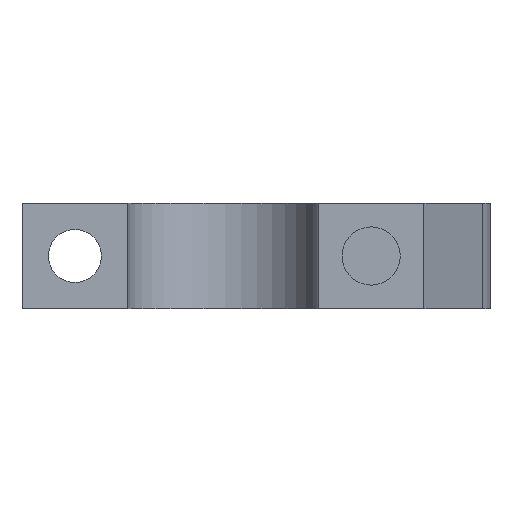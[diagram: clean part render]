
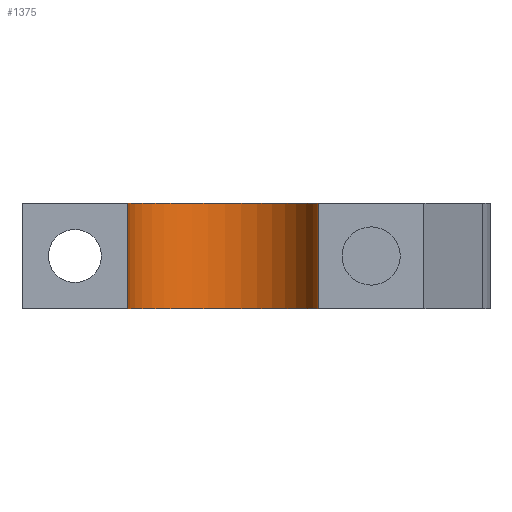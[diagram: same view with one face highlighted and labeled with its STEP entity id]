
A CAD part, left-side view. The second image highlights one B-rep face of the part: STEP entity #1375.
In plain terms, the highlighted cylindrical face has radius 14.4 mm (diameter 28.8 mm), a partial arc.
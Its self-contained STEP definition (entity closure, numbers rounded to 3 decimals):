
#32 = PLANE('',#33);
#33 = AXIS2_PLACEMENT_3D('',#34,#35,#36);
#34 = CARTESIAN_POINT('',(33.6,-2.109,0.));
#35 = DIRECTION('',(0.,0.,-1.));
#36 = DIRECTION('',(-1.,0.,0.));
#174 = VERTEX_POINT('',#175);
#175 = CARTESIAN_POINT('',(0.,-14.4,0.));
#189 = PLANE('',#190);
#190 = AXIS2_PLACEMENT_3D('',#191,#192,#193);
#191 = CARTESIAN_POINT('',(0.,-14.4,0.));
#192 = DIRECTION('',(1.,0.,0.));
#193 = DIRECTION('',(0.,-1.,0.));
#201 = EDGE_CURVE('',#174,#202,#204,.T.);
#202 = VERTEX_POINT('',#203);
#203 = CARTESIAN_POINT('',(0.5,14.391,0.));
#204 = SURFACE_CURVE('',#205,(#210,#221),.PCURVE_S1.);
#205 = CIRCLE('',#206,14.4);
#206 = AXIS2_PLACEMENT_3D('',#207,#208,#209);
#207 = CARTESIAN_POINT('',(0.,0.,0.));
#208 = DIRECTION('',(0.,0.,1.));
#209 = DIRECTION('',(1.,0.,0.));
#210 = PCURVE('',#32,#211);
#211 = DEFINITIONAL_REPRESENTATION('',(#212),#220);
#212 = ( BOUNDED_CURVE() B_SPLINE_CURVE(2,(#213,#214,#215,#216,#217,#218
,#219),.UNSPECIFIED.,.T.,.F.) B_SPLINE_CURVE_WITH_KNOTS((1,2,2,2,2,1),(
    -2.094,0.,2.094,4.189,6.283,
8.378),.UNSPECIFIED.) CURVE() GEOMETRIC_REPRESENTATION_ITEM() 
RATIONAL_B_SPLINE_CURVE((1.,0.5,1.,0.5,1.,0.5,1.)) REPRESENTATION_ITEM(
  '') );
#213 = CARTESIAN_POINT('',(19.2,2.109));
#214 = CARTESIAN_POINT('',(19.2,27.051));
#215 = CARTESIAN_POINT('',(40.8,14.58));
#216 = CARTESIAN_POINT('',(62.4,2.109));
#217 = CARTESIAN_POINT('',(40.8,-10.362));
#218 = CARTESIAN_POINT('',(19.2,-22.832));
#219 = CARTESIAN_POINT('',(19.2,2.109));
#220 = ( GEOMETRIC_REPRESENTATION_CONTEXT(2) 
PARAMETRIC_REPRESENTATION_CONTEXT() REPRESENTATION_CONTEXT('2D SPACE',''
  ) );
#221 = PCURVE('',#222,#227);
#222 = CYLINDRICAL_SURFACE('',#223,14.4);
#223 = AXIS2_PLACEMENT_3D('',#224,#225,#226);
#224 = CARTESIAN_POINT('',(0.,0.,0.));
#225 = DIRECTION('',(0.,0.,-1.));
#226 = DIRECTION('',(1.,0.,0.));
#227 = DEFINITIONAL_REPRESENTATION('',(#228),#232);
#228 = LINE('',#229,#230);
#229 = CARTESIAN_POINT('',(0.,0.));
#230 = VECTOR('',#231,1.);
#231 = DIRECTION('',(-1.,0.));
#232 = ( GEOMETRIC_REPRESENTATION_CONTEXT(2) 
PARAMETRIC_REPRESENTATION_CONTEXT() REPRESENTATION_CONTEXT('2D SPACE',''
  ) );
#250 = PLANE('',#251);
#251 = AXIS2_PLACEMENT_3D('',#252,#253,#254);
#252 = CARTESIAN_POINT('',(0.5,21.4,8.));
#253 = DIRECTION('',(1.,0.,0.));
#254 = DIRECTION('',(0.,0.,1.));
#574 = PLANE('',#575);
#575 = AXIS2_PLACEMENT_3D('',#576,#577,#578);
#576 = CARTESIAN_POINT('',(33.6,-2.109,16.));
#577 = DIRECTION('',(0.,0.,-1.));
#578 = DIRECTION('',(-1.,0.,0.));
#1213 = VERTEX_POINT('',#1214);
#1214 = CARTESIAN_POINT('',(0.5,14.391,16.));
#1235 = EDGE_CURVE('',#1213,#202,#1236,.T.);
#1236 = SURFACE_CURVE('',#1237,(#1241,#1248),.PCURVE_S1.);
#1237 = LINE('',#1238,#1239);
#1238 = CARTESIAN_POINT('',(0.5,14.391,0.));
#1239 = VECTOR('',#1240,1.);
#1240 = DIRECTION('',(0.,0.,-1.));
#1241 = PCURVE('',#250,#1242);
#1242 = DEFINITIONAL_REPRESENTATION('',(#1243),#1247);
#1243 = LINE('',#1244,#1245);
#1244 = CARTESIAN_POINT('',(-8.,7.009));
#1245 = VECTOR('',#1246,1.);
#1246 = DIRECTION('',(-1.,0.));
#1247 = ( GEOMETRIC_REPRESENTATION_CONTEXT(2) 
PARAMETRIC_REPRESENTATION_CONTEXT() REPRESENTATION_CONTEXT('2D SPACE',''
  ) );
#1248 = PCURVE('',#222,#1249);
#1249 = DEFINITIONAL_REPRESENTATION('',(#1250),#1254);
#1250 = LINE('',#1251,#1252);
#1251 = CARTESIAN_POINT('',(-7.819,0.));
#1252 = VECTOR('',#1253,1.);
#1253 = DIRECTION('',(0.,1.));
#1254 = ( GEOMETRIC_REPRESENTATION_CONTEXT(2) 
PARAMETRIC_REPRESENTATION_CONTEXT() REPRESENTATION_CONTEXT('2D SPACE',''
  ) );
#1295 = EDGE_CURVE('',#174,#1296,#1298,.T.);
#1296 = VERTEX_POINT('',#1297);
#1297 = CARTESIAN_POINT('',(0.,-14.4,16.));
#1298 = SURFACE_CURVE('',#1299,(#1303,#1310),.PCURVE_S1.);
#1299 = LINE('',#1300,#1301);
#1300 = CARTESIAN_POINT('',(0.,-14.4,0.));
#1301 = VECTOR('',#1302,1.);
#1302 = DIRECTION('',(0.,0.,1.));
#1303 = PCURVE('',#189,#1304);
#1304 = DEFINITIONAL_REPRESENTATION('',(#1305),#1309);
#1305 = LINE('',#1306,#1307);
#1306 = CARTESIAN_POINT('',(0.,0.));
#1307 = VECTOR('',#1308,1.);
#1308 = DIRECTION('',(0.,-1.));
#1309 = ( GEOMETRIC_REPRESENTATION_CONTEXT(2) 
PARAMETRIC_REPRESENTATION_CONTEXT() REPRESENTATION_CONTEXT('2D SPACE',''
  ) );
#1310 = PCURVE('',#222,#1311);
#1311 = DEFINITIONAL_REPRESENTATION('',(#1312),#1316);
#1312 = LINE('',#1313,#1314);
#1313 = CARTESIAN_POINT('',(-4.712,0.));
#1314 = VECTOR('',#1315,1.);
#1315 = DIRECTION('',(0.,-1.));
#1316 = ( GEOMETRIC_REPRESENTATION_CONTEXT(2) 
PARAMETRIC_REPRESENTATION_CONTEXT() REPRESENTATION_CONTEXT('2D SPACE',''
  ) );
#1375 = ADVANCED_FACE('',(#1376),#222,.F.);
#1376 = FACE_BOUND('',#1377,.T.);
#1377 = EDGE_LOOP('',(#1378,#1379,#1380,#1406));
#1378 = ORIENTED_EDGE('',*,*,#201,.F.);
#1379 = ORIENTED_EDGE('',*,*,#1295,.T.);
#1380 = ORIENTED_EDGE('',*,*,#1381,.T.);
#1381 = EDGE_CURVE('',#1296,#1213,#1382,.T.);
#1382 = SURFACE_CURVE('',#1383,(#1388,#1395),.PCURVE_S1.);
#1383 = CIRCLE('',#1384,14.4);
#1384 = AXIS2_PLACEMENT_3D('',#1385,#1386,#1387);
#1385 = CARTESIAN_POINT('',(0.,0.,16.));
#1386 = DIRECTION('',(0.,0.,1.));
#1387 = DIRECTION('',(1.,0.,0.));
#1388 = PCURVE('',#222,#1389);
#1389 = DEFINITIONAL_REPRESENTATION('',(#1390),#1394);
#1390 = LINE('',#1391,#1392);
#1391 = CARTESIAN_POINT('',(0.,-16.));
#1392 = VECTOR('',#1393,1.);
#1393 = DIRECTION('',(-1.,0.));
#1394 = ( GEOMETRIC_REPRESENTATION_CONTEXT(2) 
PARAMETRIC_REPRESENTATION_CONTEXT() REPRESENTATION_CONTEXT('2D SPACE',''
  ) );
#1395 = PCURVE('',#574,#1396);
#1396 = DEFINITIONAL_REPRESENTATION('',(#1397),#1405);
#1397 = ( BOUNDED_CURVE() B_SPLINE_CURVE(2,(#1398,#1399,#1400,#1401,
#1402,#1403,#1404),.UNSPECIFIED.,.T.,.F.) B_SPLINE_CURVE_WITH_KNOTS((1,2
    ,2,2,2,1),(-2.094,0.,2.094,4.189,
6.283,8.378),.UNSPECIFIED.) CURVE() 
GEOMETRIC_REPRESENTATION_ITEM() RATIONAL_B_SPLINE_CURVE((1.,0.5,1.,0.5,
1.,0.5,1.)) REPRESENTATION_ITEM('') );
#1398 = CARTESIAN_POINT('',(19.2,2.109));
#1399 = CARTESIAN_POINT('',(19.2,27.051));
#1400 = CARTESIAN_POINT('',(40.8,14.58));
#1401 = CARTESIAN_POINT('',(62.4,2.109));
#1402 = CARTESIAN_POINT('',(40.8,-10.362));
#1403 = CARTESIAN_POINT('',(19.2,-22.832));
#1404 = CARTESIAN_POINT('',(19.2,2.109));
#1405 = ( GEOMETRIC_REPRESENTATION_CONTEXT(2) 
PARAMETRIC_REPRESENTATION_CONTEXT() REPRESENTATION_CONTEXT('2D SPACE',''
  ) );
#1406 = ORIENTED_EDGE('',*,*,#1235,.T.);
